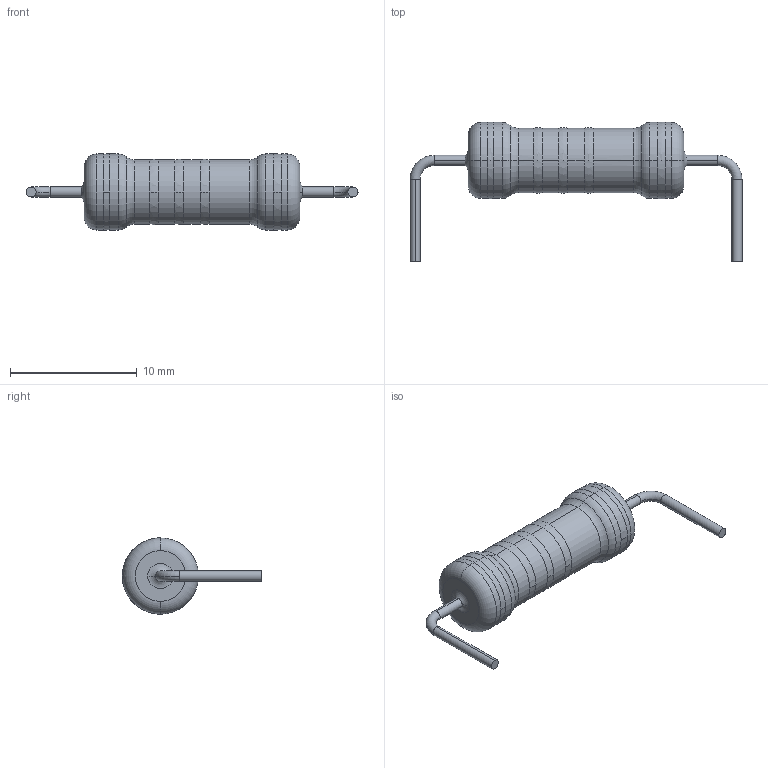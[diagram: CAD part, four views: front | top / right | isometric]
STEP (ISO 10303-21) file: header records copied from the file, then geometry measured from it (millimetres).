
FILE_DESCRIPTION (( 'STEP AP214' ), '1' );
FILE_NAME ('RES_AH_3W_1000mil_0R_5%.STEP', '2022-06-21T07:42:33', ( '' ), ( '' ), 'SwSTEP 2.0', 'SolidWorks 2020', '' );
FILE_SCHEMA (( 'AUTOMOTIVE_DESIGN' ));
Length unit declared in the file: millimetre
Products named in the file (1): RES_AH_3W_1000mil_0R_5%
Bounding box: 26.2 x 11.02 x 6.04 mm (x, y, z)
Volume: 404.1 mm3; surface area: 391.9 mm2
Topology: 1 solids, 1 shells, 58 faces, 169 edges, 105 vertices
Faces by surface type: cylinder 24, torus 20, sphere 10, plane 4
Entity records: 2456 total; most frequent: DIRECTION 382, CARTESIAN_POINT 293, ORIENTED_EDGE 288, AXIS2_PLACEMENT_3D 179, EDGE_CURVE 144, CIRCLE 120, VERTEX_POINT 90, UNCERTAINTY_MEASURE_WITH_UNIT 61
